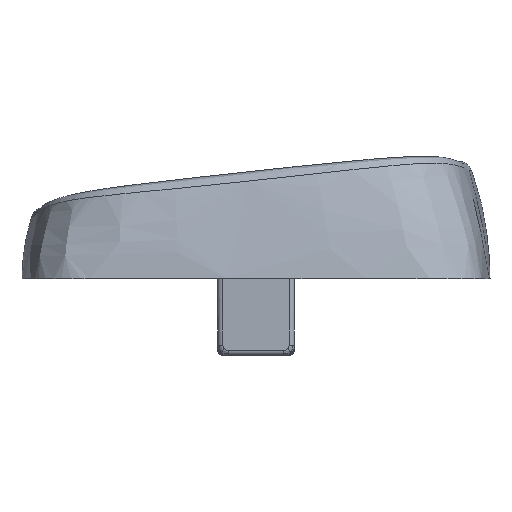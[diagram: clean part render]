
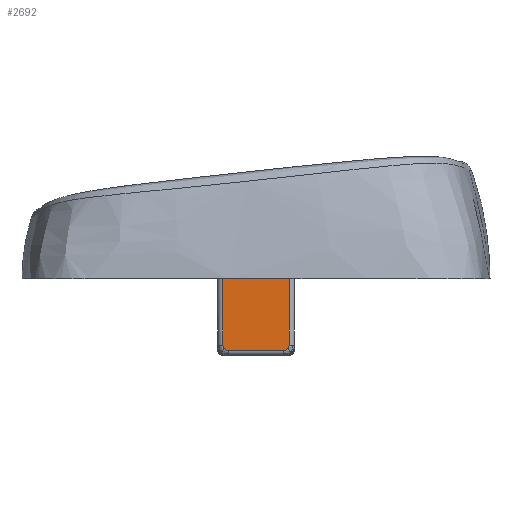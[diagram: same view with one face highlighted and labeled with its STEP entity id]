
A CAD part, left-side view. The second image highlights one B-rep face of the part: STEP entity #2692.
In plain terms, the highlighted planar face has unit normal (-1, 0, -0.009).
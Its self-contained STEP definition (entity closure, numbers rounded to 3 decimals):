
#23=PLANE('',#2941);
#68=LINE('',#7953,#116);
#70=LINE('',#7956,#118);
#72=LINE('',#7959,#120);
#77=LINE('',#7966,#125);
#116=VECTOR('',#3423,10.);
#118=VECTOR('',#3427,10.);
#120=VECTOR('',#3431,10.);
#125=VECTOR('',#3440,10.);
#275=FACE_OUTER_BOUND('',#414,.T.);
#414=EDGE_LOOP('',(#2166,#2167,#2168,#2169,#2170,#2171,#2172,#2173,#2174,
#2175,#2176,#2177));
#465=CIRCLE('',#2754,0.231);
#468=CIRCLE('',#2757,0.231);
#475=CIRCLE('',#2764,0.201);
#478=CIRCLE('',#2767,0.201);
#499=CIRCLE('',#2788,0.231);
#501=CIRCLE('',#2790,0.201);
#504=CIRCLE('',#2793,0.201);
#610=CIRCLE('',#2916,0.231);
#868=VERTEX_POINT('',#4308);
#869=VERTEX_POINT('',#4315);
#871=VERTEX_POINT('',#4361);
#880=VERTEX_POINT('',#4546);
#881=VERTEX_POINT('',#4553);
#883=VERTEX_POINT('',#4599);
#908=VERTEX_POINT('',#5114);
#909=VERTEX_POINT('',#5121);
#912=VERTEX_POINT('',#5168);
#913=VERTEX_POINT('',#5175);
#915=VERTEX_POINT('',#5221);
#1027=VERTEX_POINT('',#7694);
#1191=EDGE_CURVE('',#868,#869,#465,.T.);
#1195=EDGE_CURVE('',#871,#868,#468,.T.);
#1207=EDGE_CURVE('',#880,#881,#475,.T.);
#1211=EDGE_CURVE('',#883,#880,#478,.T.);
#1245=EDGE_CURVE('',#908,#909,#499,.T.);
#1249=EDGE_CURVE('',#912,#913,#501,.T.);
#1253=EDGE_CURVE('',#915,#912,#504,.T.);
#1434=EDGE_CURVE('',#1027,#908,#610,.T.);
#1461=EDGE_CURVE('',#881,#871,#68,.T.);
#1463=EDGE_CURVE('',#869,#1027,#70,.T.);
#1465=EDGE_CURVE('',#913,#883,#72,.T.);
#1470=EDGE_CURVE('',#909,#915,#77,.T.);
#2166=ORIENTED_EDGE('',*,*,#1195,.F.);
#2167=ORIENTED_EDGE('',*,*,#1461,.F.);
#2168=ORIENTED_EDGE('',*,*,#1207,.F.);
#2169=ORIENTED_EDGE('',*,*,#1211,.F.);
#2170=ORIENTED_EDGE('',*,*,#1465,.F.);
#2171=ORIENTED_EDGE('',*,*,#1249,.F.);
#2172=ORIENTED_EDGE('',*,*,#1253,.F.);
#2173=ORIENTED_EDGE('',*,*,#1470,.F.);
#2174=ORIENTED_EDGE('',*,*,#1245,.F.);
#2175=ORIENTED_EDGE('',*,*,#1434,.F.);
#2176=ORIENTED_EDGE('',*,*,#1463,.F.);
#2177=ORIENTED_EDGE('',*,*,#1191,.F.);
#2692=ADVANCED_FACE('',(#275),#23,.T.);
#2754=AXIS2_PLACEMENT_3D('',#4316,#3019,#3020);
#2757=AXIS2_PLACEMENT_3D('',#4363,#3025,#3026);
#2764=AXIS2_PLACEMENT_3D('',#4554,#3039,#3040);
#2767=AXIS2_PLACEMENT_3D('',#4601,#3045,#3046);
#2788=AXIS2_PLACEMENT_3D('',#5122,#3087,#3088);
#2790=AXIS2_PLACEMENT_3D('',#5176,#3091,#3092);
#2793=AXIS2_PLACEMENT_3D('',#5223,#3097,#3098);
#2916=AXIS2_PLACEMENT_3D('',#7696,#3367,#3368);
#2941=AXIS2_PLACEMENT_3D('',#7967,#3441,#3442);
#3019=DIRECTION('center_axis',(1.,0.,0.009));
#3020=DIRECTION('ref_axis',(-0.006,0.71,0.704));
#3025=DIRECTION('center_axis',(1.,0.,0.009));
#3026=DIRECTION('ref_axis',(-0.006,0.71,0.704));
#3039=DIRECTION('center_axis',(1.,0.,0.009));
#3040=DIRECTION('ref_axis',(0.006,0.704,-0.71));
#3045=DIRECTION('center_axis',(1.,0.,0.009));
#3046=DIRECTION('ref_axis',(0.006,0.704,-0.71));
#3087=DIRECTION('center_axis',(1.,0.,0.009));
#3088=DIRECTION('ref_axis',(-0.006,-0.71,0.704));
#3091=DIRECTION('center_axis',(1.,0.,0.009));
#3092=DIRECTION('ref_axis',(0.006,-0.704,-0.71));
#3097=DIRECTION('center_axis',(1.,0.,0.009));
#3098=DIRECTION('ref_axis',(0.006,-0.704,-0.71));
#3367=DIRECTION('center_axis',(1.,0.,0.009));
#3368=DIRECTION('ref_axis',(-0.006,-0.71,0.704));
#3423=DIRECTION('',(-0.009,0.009,1.));
#3427=DIRECTION('',(0.,-1.,0.));
#3431=DIRECTION('',(0.,1.,0.));
#3440=DIRECTION('',(0.009,0.009,-1.));
#3441=DIRECTION('center_axis',(-1.,0.,
-0.009));
#3442=DIRECTION('ref_axis',(0.,1.,0.));
#4308=CARTESIAN_POINT('',(-3.447,1.229,-0.316));
#4315=CARTESIAN_POINT('',(-3.448,1.065,-0.248));
#4316=CARTESIAN_POINT('Origin',(-3.446,1.065,-0.478));
#4361=CARTESIAN_POINT('',(-3.446,1.296,-0.48));
#4363=CARTESIAN_POINT('Origin',(-3.446,1.065,-0.478));
#4546=CARTESIAN_POINT('',(-3.419,1.211,-3.543));
#4553=CARTESIAN_POINT('',(-3.42,1.27,-3.402));
#4554=CARTESIAN_POINT('Origin',(-3.42,1.069,-3.401));
#4599=CARTESIAN_POINT('',(-3.419,1.069,-3.602));
#4601=CARTESIAN_POINT('Origin',(-3.42,1.069,-3.401));
#5114=CARTESIAN_POINT('',(-3.447,-1.229,-0.316));
#5121=CARTESIAN_POINT('',(-3.446,-1.296,-0.48));
#5122=CARTESIAN_POINT('Origin',(-3.446,-1.065,-0.478));
#5168=CARTESIAN_POINT('',(-3.419,-1.211,-3.543));
#5175=CARTESIAN_POINT('',(-3.419,-1.069,-3.602));
#5176=CARTESIAN_POINT('Origin',(-3.42,-1.069,-3.401));
#5221=CARTESIAN_POINT('',(-3.42,-1.27,-3.402));
#5223=CARTESIAN_POINT('Origin',(-3.42,-1.069,-3.401));
#7694=CARTESIAN_POINT('',(-3.448,-1.065,-0.248));
#7696=CARTESIAN_POINT('Origin',(-3.446,-1.065,-0.478));
#7953=CARTESIAN_POINT('',(-3.45,1.3,-0.003));
#7956=CARTESIAN_POINT('',(-3.448,0.75,-0.248));
#7959=CARTESIAN_POINT('',(-3.419,0.75,-3.602));
#7966=CARTESIAN_POINT('',(-3.45,-1.3,-0.011));
#7967=CARTESIAN_POINT('Origin',(-3.45,1.5,0.));
